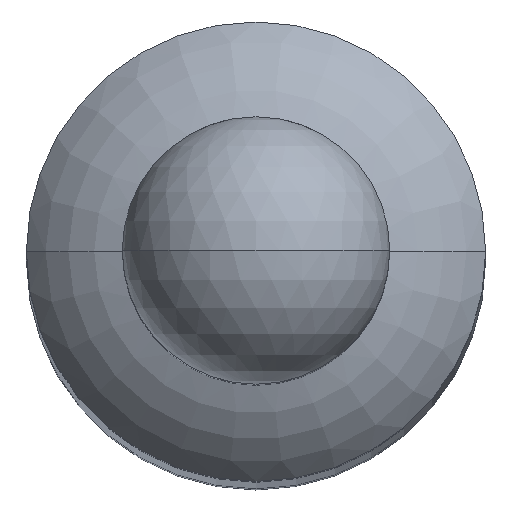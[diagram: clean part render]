
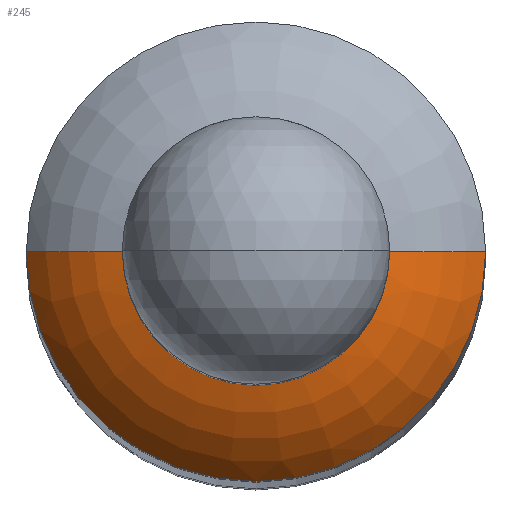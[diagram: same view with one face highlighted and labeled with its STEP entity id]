
A CAD part, top view. The second image highlights one B-rep face of the part: STEP entity #245.
In plain terms, the highlighted toroidal (fillet/blend) face has major radius 0.151 mm and minor radius 0.297 mm.
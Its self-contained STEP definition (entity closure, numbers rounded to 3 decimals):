
#48 = EDGE_CURVE ( 'NONE', #630, #400, #552, .T. ) ;
#49 = CIRCLE ( 'NONE', #531, 0.297 ) ;
#65 = DIRECTION ( 'NONE',  ( 0., 0., 1. ) ) ;
#78 = CARTESIAN_POINT ( 'NONE',  ( 0.23, 0., 10.08 ) ) ;
#88 = CARTESIAN_POINT ( 'NONE',  ( 0.395, 0., 9.963 ) ) ;
#95 = CARTESIAN_POINT ( 'NONE',  ( -0.395, 0., 9.963 ) ) ;
#104 = EDGE_CURVE ( 'NONE', #630, #477, #210, .T. ) ;
#138 = AXIS2_PLACEMENT_3D ( 'NONE', #395, #484, #157 ) ;
#157 = DIRECTION ( 'NONE',  ( 1., 0., 0. ) ) ;
#172 = AXIS2_PLACEMENT_3D ( 'NONE', #182, #458, #173 ) ;
#173 = DIRECTION ( 'NONE',  ( 1., 0., 0. ) ) ;
#182 = CARTESIAN_POINT ( 'NONE',  ( 0., 0., 9.794 ) ) ;
#210 = CIRCLE ( 'NONE', #438, 0.395 ) ;
#245 = ADVANCED_FACE ( 'NONE', ( #307 ), #569, .T. ) ;
#275 = VERTEX_POINT ( 'NONE', #78 ) ;
#307 = FACE_OUTER_BOUND ( 'NONE', #364, .T. ) ;
#316 = CARTESIAN_POINT ( 'NONE',  ( -0.151, 0., 9.794 ) ) ;
#364 = EDGE_LOOP ( 'NONE', ( #641, #610, #516, #501 ) ) ;
#375 = EDGE_CURVE ( 'NONE', #400, #275, #508, .T. ) ;
#380 = CARTESIAN_POINT ( 'NONE',  ( 0., 0., 9.963 ) ) ;
#384 = DIRECTION ( 'NONE',  ( 0., 0., -1. ) ) ;
#395 = CARTESIAN_POINT ( 'NONE',  ( 0., 0., 10.08 ) ) ;
#398 = CARTESIAN_POINT ( 'NONE',  ( 0.151, 0., 9.794 ) ) ;
#400 = VERTEX_POINT ( 'NONE', #447 ) ;
#438 = AXIS2_PLACEMENT_3D ( 'NONE', #380, #65, #543 ) ;
#439 = DIRECTION ( 'NONE',  ( -1., 0., 0. ) ) ;
#447 = CARTESIAN_POINT ( 'NONE',  ( -0.23, 0., 10.08 ) ) ;
#458 = DIRECTION ( 'NONE',  ( 0., 0., 1. ) ) ;
#471 = EDGE_CURVE ( 'NONE', #477, #275, #49, .T. ) ;
#477 = VERTEX_POINT ( 'NONE', #88 ) ;
#484 = DIRECTION ( 'NONE',  ( 0., 0., 1. ) ) ;
#501 = ORIENTED_EDGE ( 'NONE', *, *, #375, .F. ) ;
#508 = CIRCLE ( 'NONE', #138, 0.23 ) ;
#516 = ORIENTED_EDGE ( 'NONE', *, *, #471, .T. ) ;
#531 = AXIS2_PLACEMENT_3D ( 'NONE', #398, #561, #384 ) ;
#543 = DIRECTION ( 'NONE',  ( 1., 0., 0. ) ) ;
#552 = CIRCLE ( 'NONE', #660, 0.297 ) ;
#561 = DIRECTION ( 'NONE',  ( 0., -1., 0. ) ) ;
#569 = TOROIDAL_SURFACE ( 'NONE', #172, 0.151, 0.297 ) ;
#596 = DIRECTION ( 'NONE',  ( 0., 1., 0. ) ) ;
#610 = ORIENTED_EDGE ( 'NONE', *, *, #104, .T. ) ;
#630 = VERTEX_POINT ( 'NONE', #95 ) ;
#641 = ORIENTED_EDGE ( 'NONE', *, *, #48, .F. ) ;
#660 = AXIS2_PLACEMENT_3D ( 'NONE', #316, #596, #439 ) ;
